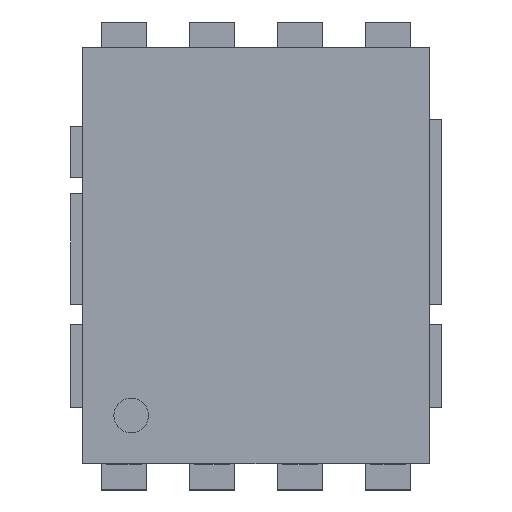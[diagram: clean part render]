
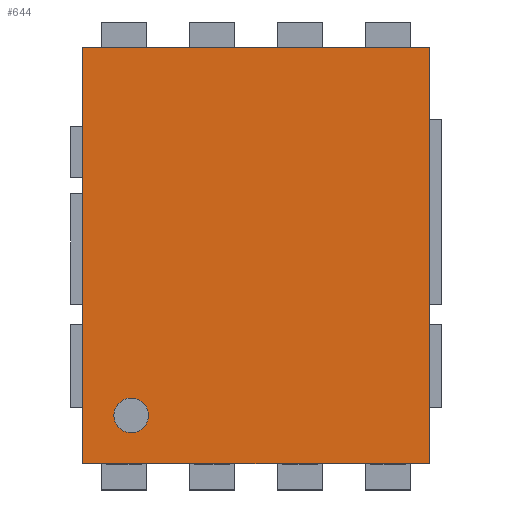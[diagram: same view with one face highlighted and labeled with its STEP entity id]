
A CAD part, top view. The second image highlights one B-rep face of the part: STEP entity #644.
In plain terms, the highlighted planar face has unit normal (0, 0, 1).
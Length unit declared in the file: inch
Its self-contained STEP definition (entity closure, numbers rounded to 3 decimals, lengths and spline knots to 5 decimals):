
#528=CIRCLE('',#2964,0.00984);
#529=CIRCLE('',#2965,0.00984);
#555=FACE_BOUND('',#1011,.T.);
#556=FACE_BOUND('',#1012,.T.);
#644=ADVANCED_FACE('',(#555,#556),#767,.T.);
#767=PLANE('',#2966);
#1011=EDGE_LOOP('',(#1516,#1517,#1518,#1519));
#1012=EDGE_LOOP('',(#1520,#1521));
#1516=ORIENTED_EDGE('',*,*,#2188,.T.);
#1517=ORIENTED_EDGE('',*,*,#2189,.F.);
#1518=ORIENTED_EDGE('',*,*,#2190,.F.);
#1519=ORIENTED_EDGE('',*,*,#1915,.T.);
#1520=ORIENTED_EDGE('',*,*,#2191,.F.);
#1521=ORIENTED_EDGE('',*,*,#2192,.F.);
#1699=VERTEX_POINT('',#3587);
#1700=VERTEX_POINT('',#3589);
#1906=VERTEX_POINT('',#4153);
#1907=VERTEX_POINT('',#4157);
#1908=VERTEX_POINT('',#4160);
#1909=VERTEX_POINT('',#4161);
#1915=EDGE_CURVE('',#1700,#1699,#2239,.T.);
#2188=EDGE_CURVE('',#1699,#1906,#2512,.T.);
#2189=EDGE_CURVE('',#1907,#1906,#2513,.T.);
#2190=EDGE_CURVE('',#1700,#1907,#2514,.T.);
#2191=EDGE_CURVE('',#1908,#1909,#528,.T.);
#2192=EDGE_CURVE('',#1909,#1908,#529,.T.);
#2239=LINE('',#3588,#2559);
#2512=LINE('',#4154,#2832);
#2513=LINE('',#4156,#2833);
#2514=LINE('',#4158,#2834);
#2559=VECTOR('',#3009,1.);
#2832=VECTOR('',#3454,1.);
#2833=VECTOR('',#3457,1.);
#2834=VECTOR('',#3458,1.);
#2964=AXIS2_PLACEMENT_3D('',#4159,#3459,#3460);
#2965=AXIS2_PLACEMENT_3D('',#4162,#3461,#3462);
#2966=AXIS2_PLACEMENT_3D('',#4163,#3463,#3464);
#3009=DIRECTION('',(1.,0.,0.));
#3454=DIRECTION('',(0.,1.,0.));
#3457=DIRECTION('',(1.,0.,0.));
#3458=DIRECTION('',(0.,1.,0.));
#3459=DIRECTION('',(0.,0.,1.));
#3460=DIRECTION('',(1.,0.,0.));
#3461=DIRECTION('',(0.,0.,1.));
#3462=DIRECTION('',(-1.,0.,0.));
#3463=DIRECTION('',(0.,0.,1.));
#3464=DIRECTION('',(-1.,0.,0.));
#3587=CARTESIAN_POINT('',(0.09843,-0.11811,0.03331));
#3588=CARTESIAN_POINT('',(-0.09843,-0.11811,0.03331));
#3589=CARTESIAN_POINT('',(-0.09843,-0.11811,0.03331));
#4153=CARTESIAN_POINT('',(0.09843,0.11811,0.03331));
#4154=CARTESIAN_POINT('',(0.09843,-0.11811,0.03331));
#4156=CARTESIAN_POINT('',(-0.09843,0.11811,0.03331));
#4157=CARTESIAN_POINT('',(-0.09843,0.11811,0.03331));
#4158=CARTESIAN_POINT('',(-0.09843,-0.11811,0.03331));
#4159=CARTESIAN_POINT('',(-0.07087,-0.09055,0.03331));
#4160=CARTESIAN_POINT('',(-0.06102,-0.09055,0.03331));
#4161=CARTESIAN_POINT('',(-0.08071,-0.09055,0.03331));
#4162=CARTESIAN_POINT('',(-0.07087,-0.09055,0.03331));
#4163=CARTESIAN_POINT('',(-0.09843,-0.11811,0.03331));
